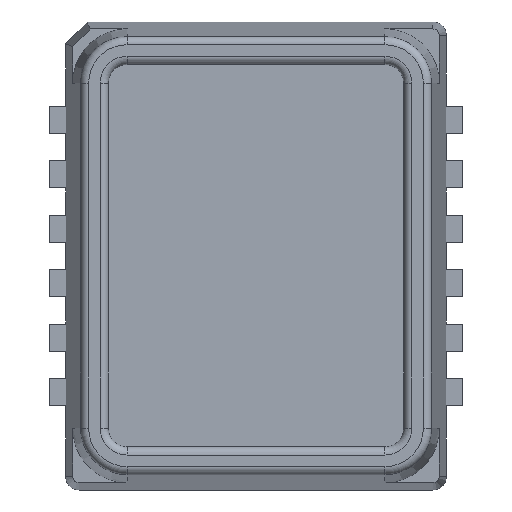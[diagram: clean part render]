
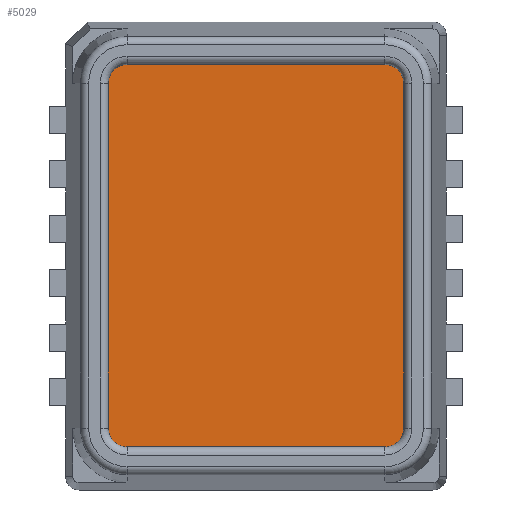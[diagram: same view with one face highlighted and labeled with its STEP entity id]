
A CAD part, top view. The second image highlights one B-rep face of the part: STEP entity #5029.
In plain terms, the highlighted planar face has unit normal (0, 0, 1).
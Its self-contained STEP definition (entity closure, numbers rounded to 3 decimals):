
#7 = VERTEX_POINT ( 'NONE', #840 ) ;
#16 = CARTESIAN_POINT ( 'NONE',  ( 2.713, -3.169, 3.15 ) ) ;
#25 = DIRECTION ( 'NONE',  ( -1., 0., 0. ) ) ;
#36 = VERTEX_POINT ( 'NONE', #3178 ) ;
#77 = DIRECTION ( 'NONE',  ( 1., 0., 0. ) ) ;
#97 = EDGE_CURVE ( 'NONE', #36, #404, #3232, .T. ) ;
#112 = VECTOR ( 'NONE', #4163, 1000. ) ;
#148 = EDGE_CURVE ( 'NONE', #3740, #1038, #228, .T. ) ;
#167 = EDGE_CURVE ( 'NONE', #1038, #1798, #1144, .T. ) ;
#176 = ORIENTED_EDGE ( 'NONE', *, *, #2149, .T. ) ;
#228 = LINE ( 'NONE', #650, #112 ) ;
#261 = DIRECTION ( 'NONE',  ( 0., 0., 1. ) ) ;
#301 = DIRECTION ( 'NONE',  ( 1., 0., 0. ) ) ;
#404 = VERTEX_POINT ( 'NONE', #4753 ) ;
#542 = VERTEX_POINT ( 'NONE', #4583 ) ;
#621 = CARTESIAN_POINT ( 'NONE',  ( -2.369, 3.169, 3.15 ) ) ;
#650 = CARTESIAN_POINT ( 'NONE',  ( 2.713, -3.169, 3.15 ) ) ;
#840 = CARTESIAN_POINT ( 'NONE',  ( -2.369, -3.513, 3.15 ) ) ;
#875 = AXIS2_PLACEMENT_3D ( 'NONE', #4987, #2633, #301 ) ;
#1005 = DIRECTION ( 'NONE',  ( 1., 0., 0. ) ) ;
#1038 = VERTEX_POINT ( 'NONE', #1205 ) ;
#1062 = ORIENTED_EDGE ( 'NONE', *, *, #97, .T. ) ;
#1144 = CIRCLE ( 'NONE', #3328, 0.344 ) ;
#1205 = CARTESIAN_POINT ( 'NONE',  ( 2.713, 3.169, 3.15 ) ) ;
#1232 = FACE_OUTER_BOUND ( 'NONE', #1661, .T. ) ;
#1300 = EDGE_CURVE ( 'NONE', #542, #3740, #2782, .T. ) ;
#1491 = CARTESIAN_POINT ( 'NONE',  ( -2.713, 3.169, 3.15 ) ) ;
#1636 = VECTOR ( 'NONE', #2193, 1000. ) ;
#1661 = EDGE_LOOP ( 'NONE', ( #2953, #3792, #4756, #4827, #3297, #2053, #176, #1062 ) ) ;
#1798 = VERTEX_POINT ( 'NONE', #3261 ) ;
#1832 = DIRECTION ( 'NONE',  ( 0., -1., 0. ) ) ;
#1880 = CARTESIAN_POINT ( 'NONE',  ( -2.369, -3.169, 3.15 ) ) ;
#1899 = EDGE_CURVE ( 'NONE', #7, #542, #3839, .T. ) ;
#2013 = EDGE_CURVE ( 'NONE', #404, #7, #5072, .T. ) ;
#2053 = ORIENTED_EDGE ( 'NONE', *, *, #3832, .T. ) ;
#2092 = VECTOR ( 'NONE', #25, 1000. ) ;
#2104 = CARTESIAN_POINT ( 'NONE',  ( -2.369, 3.513, 3.15 ) ) ;
#2149 = EDGE_CURVE ( 'NONE', #3358, #36, #4997, .T. ) ;
#2174 = VECTOR ( 'NONE', #1832, 1000. ) ;
#2193 = DIRECTION ( 'NONE',  ( 1., 0., 0. ) ) ;
#2205 = AXIS2_PLACEMENT_3D ( 'NONE', #4764, #2401, #77 ) ;
#2274 = DIRECTION ( 'NONE',  ( 1., 0., 0. ) ) ;
#2401 = DIRECTION ( 'NONE',  ( 0., 0., 1. ) ) ;
#2584 = CARTESIAN_POINT ( 'NONE',  ( 2.369, 3.169, 3.15 ) ) ;
#2633 = DIRECTION ( 'NONE',  ( 0., 0., 1. ) ) ;
#2782 = CIRCLE ( 'NONE', #2205, 0.344 ) ;
#2953 = ORIENTED_EDGE ( 'NONE', *, *, #2013, .T. ) ;
#3178 = CARTESIAN_POINT ( 'NONE',  ( -2.713, 3.169, 3.15 ) ) ;
#3232 = LINE ( 'NONE', #1491, #2174 ) ;
#3261 = CARTESIAN_POINT ( 'NONE',  ( 2.369, 3.513, 3.15 ) ) ;
#3297 = ORIENTED_EDGE ( 'NONE', *, *, #167, .T. ) ;
#3328 = AXIS2_PLACEMENT_3D ( 'NONE', #2584, #261, #3377 ) ;
#3345 = DIRECTION ( 'NONE',  ( 0., 0., 1. ) ) ;
#3358 = VERTEX_POINT ( 'NONE', #2104 ) ;
#3377 = DIRECTION ( 'NONE',  ( 1., 0., 0. ) ) ;
#3740 = VERTEX_POINT ( 'NONE', #16 ) ;
#3760 = CARTESIAN_POINT ( 'NONE',  ( -2.369, -3.513, 3.15 ) ) ;
#3792 = ORIENTED_EDGE ( 'NONE', *, *, #1899, .T. ) ;
#3832 = EDGE_CURVE ( 'NONE', #1798, #3358, #4177, .T. ) ;
#3839 = LINE ( 'NONE', #3760, #1636 ) ;
#4163 = DIRECTION ( 'NONE',  ( 0., 1., 0. ) ) ;
#4177 = LINE ( 'NONE', #4717, #2092 ) ;
#4205 = PLANE ( 'NONE',  #4666 ) ;
#4523 = AXIS2_PLACEMENT_3D ( 'NONE', #621, #3345, #1005 ) ;
#4583 = CARTESIAN_POINT ( 'NONE',  ( 2.369, -3.513, 3.15 ) ) ;
#4634 = DIRECTION ( 'NONE',  ( 0., 0., 1. ) ) ;
#4666 = AXIS2_PLACEMENT_3D ( 'NONE', #1880, #4634, #2274 ) ;
#4717 = CARTESIAN_POINT ( 'NONE',  ( -2.369, 3.513, 3.15 ) ) ;
#4753 = CARTESIAN_POINT ( 'NONE',  ( -2.713, -3.169, 3.15 ) ) ;
#4756 = ORIENTED_EDGE ( 'NONE', *, *, #1300, .T. ) ;
#4764 = CARTESIAN_POINT ( 'NONE',  ( 2.369, -3.169, 3.15 ) ) ;
#4827 = ORIENTED_EDGE ( 'NONE', *, *, #148, .T. ) ;
#4987 = CARTESIAN_POINT ( 'NONE',  ( -2.369, -3.169, 3.15 ) ) ;
#4997 = CIRCLE ( 'NONE', #4523, 0.344 ) ;
#5029 = ADVANCED_FACE ( 'NONE', ( #1232 ), #4205, .T. ) ;
#5072 = CIRCLE ( 'NONE', #875, 0.344 ) ;
